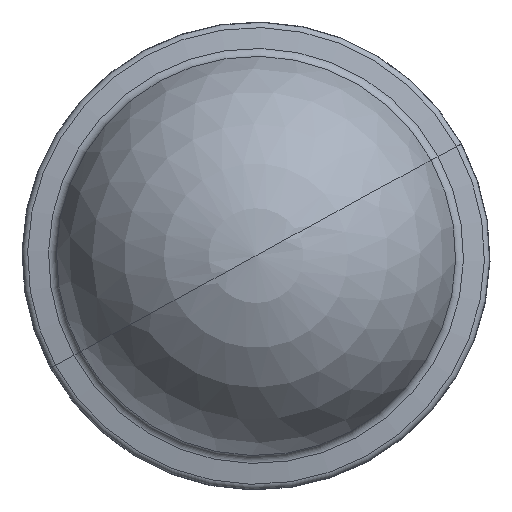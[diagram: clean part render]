
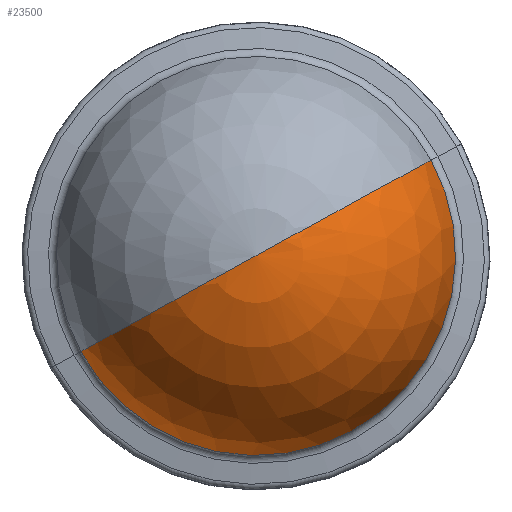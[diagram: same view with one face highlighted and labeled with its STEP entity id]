
A CAD part, top view. The second image highlights one B-rep face of the part: STEP entity #23500.
In plain terms, the highlighted spherical face has radius 25 mm.
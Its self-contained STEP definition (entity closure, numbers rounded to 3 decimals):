
#23468=AXIS2_PLACEMENT_3D('Circle Axis2P3D',#23466,#23467,$) ;
#23481=AXIS2_PLACEMENT_3D('Sphere Axis2P3D',#23478,#23479,#23480) ;
#23485=AXIS2_PLACEMENT_3D('Circle Axis2P3D',#23483,#23484,$) ;
#23492=AXIS2_PLACEMENT_3D('Circle Axis2P3D',#23490,#23491,$) ;
#23444=CARTESIAN_POINT('Vertex',(-21.704,-11.857,20.157)) ;
#23451=CARTESIAN_POINT('Vertex',(21.704,11.857,20.157)) ;
#23466=CARTESIAN_POINT('Axis2P3D Location',(0.,0.,20.157)) ;
#23478=CARTESIAN_POINT('Axis2P3D Location',(0.,0.,16.5)) ;
#23483=CARTESIAN_POINT('Axis2P3D Location',(0.,0.,16.5)) ;
#23487=CARTESIAN_POINT('Vertex',(0.,0.,41.5)) ;
#23490=CARTESIAN_POINT('Axis2P3D Location',(0.,0.,16.5)) ;
#23467=DIRECTION('Axis2P3D Direction',(0.,0.,1.)) ;
#23479=DIRECTION('Axis2P3D Direction',(0.,0.,1.)) ;
#23480=DIRECTION('Axis2P3D XDirection',(-0.878,-0.479,0.)) ;
#23484=DIRECTION('Axis2P3D Direction',(-0.479,0.878,0.)) ;
#23491=DIRECTION('Axis2P3D Direction',(0.479,-0.878,0.)) ;
#23496=ORIENTED_EDGE('',*,*,#23489,.F.) ;
#23497=ORIENTED_EDGE('',*,*,#23470,.T.) ;
#23498=ORIENTED_EDGE('',*,*,#23494,.T.) ;
#23500=ADVANCED_FACE('05-PM-2-1-01-001-E03-240310_LINSE_12M.1\\PartBody',(#23499),#23482,.T.) ;
#23469=CIRCLE('generated circle',#23468,24.731) ;
#23486=CIRCLE('generated circle',#23485,25.) ;
#23493=CIRCLE('generated circle',#23492,25.) ;
#23470=EDGE_CURVE('',#23445,#23452,#23469,.T.) ;
#23489=EDGE_CURVE('',#23445,#23488,#23486,.T.) ;
#23494=EDGE_CURVE('',#23452,#23488,#23493,.T.) ;
#23495=EDGE_LOOP('',(#23496,#23497,#23498)) ;
#23499=FACE_OUTER_BOUND('',#23495,.T.) ;
#23482=SPHERICAL_SURFACE('',#23481,25.) ;
#23445=VERTEX_POINT('',#23444) ;
#23452=VERTEX_POINT('',#23451) ;
#23488=VERTEX_POINT('',#23487) ;
